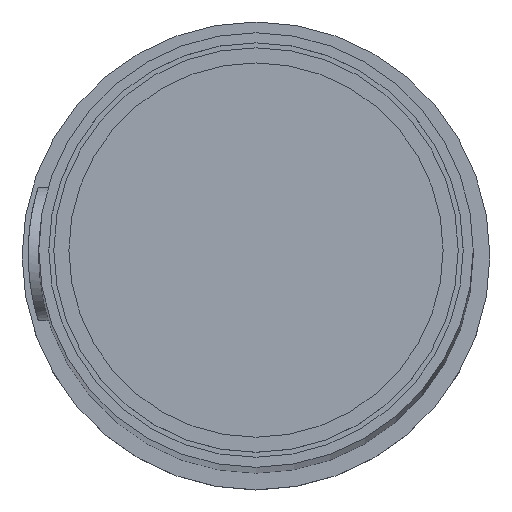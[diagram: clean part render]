
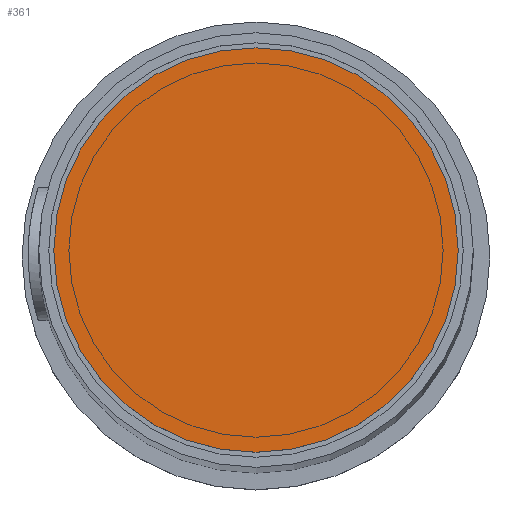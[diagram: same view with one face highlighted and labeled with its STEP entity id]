
A CAD part, top view. The second image highlights one B-rep face of the part: STEP entity #361.
In plain terms, the highlighted planar face has unit normal (0, 0, 1).
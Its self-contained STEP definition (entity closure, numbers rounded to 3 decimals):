
#63=CIRCLE('',#416,3.025);
#77=PLANE('',#415);
#128=FACE_OUTER_BOUND('',#178,.T.);
#178=EDGE_LOOP('',(#302));
#227=VERTEX_POINT('',#672);
#256=EDGE_CURVE('',#227,#227,#63,.T.);
#302=ORIENTED_EDGE('',*,*,#256,.T.);
#361=ADVANCED_FACE('',(#128),#77,.T.);
#415=AXIS2_PLACEMENT_3D('',#671,#509,#510);
#416=AXIS2_PLACEMENT_3D('',#673,#511,#512);
#509=DIRECTION('center_axis',(0.,0.,1.));
#510=DIRECTION('ref_axis',(1.,0.,0.));
#511=DIRECTION('center_axis',(0.,0.,1.));
#512=DIRECTION('ref_axis',(0.814,-0.581,0.));
#671=CARTESIAN_POINT('Origin',(0.,-3.025,50.5));
#672=CARTESIAN_POINT('',(3.025,0.,50.5));
#673=CARTESIAN_POINT('Origin',(0.,0.,
50.5));
